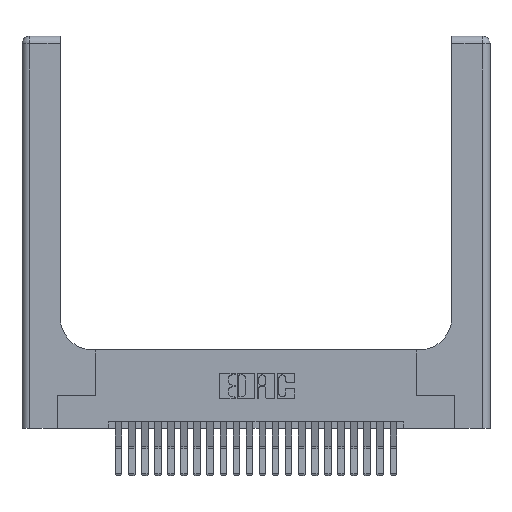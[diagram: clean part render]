
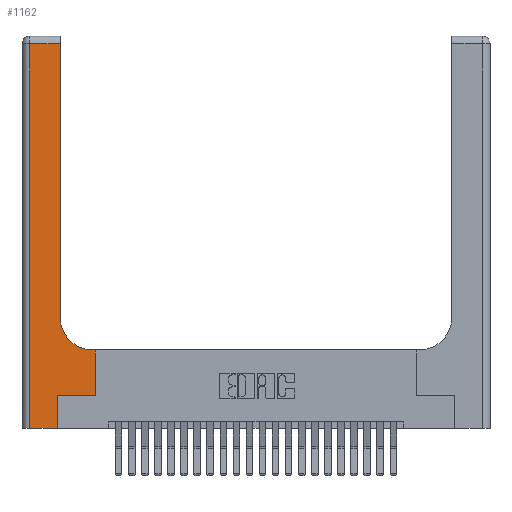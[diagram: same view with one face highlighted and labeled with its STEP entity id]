
A CAD part, top view. The second image highlights one B-rep face of the part: STEP entity #1162.
In plain terms, the highlighted planar face has unit normal (0, 0, 1).
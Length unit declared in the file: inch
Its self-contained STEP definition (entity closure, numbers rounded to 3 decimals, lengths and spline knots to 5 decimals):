
#14 = LINE ( 'NONE', #24277, #15065 ) ;
#571 = AXIS2_PLACEMENT_3D ( 'NONE', #24047, #12465, #719 ) ;
#719 = DIRECTION ( 'NONE',  ( 1., 0., 0. ) ) ;
#969 = DIRECTION ( 'NONE',  ( -1., 0., 0. ) ) ;
#996 = EDGE_LOOP ( 'NONE', ( #17138, #25029, #15965, #19573, #6518, #18079, #18402, #1971, #23249 ) ) ;
#1162 = ADVANCED_FACE ( 'NONE', ( #4271 ), #13933, .F. ) ;
#1422 = VERTEX_POINT ( 'NONE', #9136 ) ;
#1942 = CARTESIAN_POINT ( 'NONE',  ( 0.5585, 0.6, 0.37 ) ) ;
#1971 = ORIENTED_EDGE ( 'NONE', *, *, #8938, .T. ) ;
#2203 = VERTEX_POINT ( 'NONE', #13421 ) ;
#2699 = CARTESIAN_POINT ( 'NONE',  ( 0.2915, 3., 0.37 ) ) ;
#2837 = CARTESIAN_POINT ( 'NONE',  ( 0.5585, 0.25, 0.37 ) ) ;
#2854 = VERTEX_POINT ( 'NONE', #17679 ) ;
#3039 = EDGE_CURVE ( 'NONE', #2854, #16630, #25130, .T. ) ;
#3184 = CARTESIAN_POINT ( 'NONE',  ( 0.06, 0., 0.37 ) ) ;
#3672 = VERTEX_POINT ( 'NONE', #16026 ) ;
#4271 = FACE_OUTER_BOUND ( 'NONE', #996, .T. ) ;
#4523 = EDGE_CURVE ( 'NONE', #16630, #3672, #12338, .T. ) ;
#6082 = EDGE_CURVE ( 'NONE', #3672, #19359, #8617, .T. ) ;
#6410 = DIRECTION ( 'NONE',  ( 0., 1., 0. ) ) ;
#6518 = ORIENTED_EDGE ( 'NONE', *, *, #6082, .T. ) ;
#7181 = VECTOR ( 'NONE', #24192, 39.37008 ) ;
#8362 = CARTESIAN_POINT ( 'NONE',  ( 0.269, 0.25, 0.37 ) ) ;
#8399 = DIRECTION ( 'NONE',  ( -1., 0., 0. ) ) ;
#8617 = LINE ( 'NONE', #18039, #14423 ) ;
#8938 = EDGE_CURVE ( 'NONE', #11643, #22134, #14, .T. ) ;
#9136 = CARTESIAN_POINT ( 'NONE',  ( 0.2915, 2.94, 0.37 ) ) ;
#9161 = CIRCLE ( 'NONE', #571, 0.25 ) ;
#9428 = LINE ( 'NONE', #2699, #23638 ) ;
#10075 = EDGE_CURVE ( 'NONE', #1422, #2854, #23731, .T. ) ;
#11070 = DIRECTION ( 'NONE',  ( -1., 0., 0. ) ) ;
#11202 = EDGE_CURVE ( 'NONE', #22134, #24059, #9161, .T. ) ;
#11586 = DIRECTION ( 'NONE',  ( 0., 0., -1. ) ) ;
#11643 = VERTEX_POINT ( 'NONE', #1942 ) ;
#11832 = EDGE_CURVE ( 'NONE', #19359, #2203, #20912, .T. ) ;
#11937 = EDGE_CURVE ( 'NONE', #24059, #1422, #9428, .T. ) ;
#12338 = LINE ( 'NONE', #12612, #7181 ) ;
#12465 = DIRECTION ( 'NONE',  ( 0., 0., -1. ) ) ;
#12612 = CARTESIAN_POINT ( 'NONE',  ( 0., 0., 0.37 ) ) ;
#12625 = AXIS2_PLACEMENT_3D ( 'NONE', #13988, #11586, #11070 ) ;
#13421 = CARTESIAN_POINT ( 'NONE',  ( 0.5585, 0.25, 0.37 ) ) ;
#13933 = PLANE ( 'NONE',  #12625 ) ;
#13988 = CARTESIAN_POINT ( 'NONE',  ( 0., 3., 0.37 ) ) ;
#14423 = VECTOR ( 'NONE', #6410, 39.37008 ) ;
#15065 = VECTOR ( 'NONE', #969, 39.37008 ) ;
#15965 = ORIENTED_EDGE ( 'NONE', *, *, #3039, .T. ) ;
#16005 = CARTESIAN_POINT ( 'NONE',  ( 0.5415, 0.6, 0.37 ) ) ;
#16026 = CARTESIAN_POINT ( 'NONE',  ( 0.269, 0., 0.37 ) ) ;
#16360 = VECTOR ( 'NONE', #23998, 39.37008 ) ;
#16630 = VERTEX_POINT ( 'NONE', #3184 ) ;
#16665 = LINE ( 'NONE', #2837, #21153 ) ;
#17138 = ORIENTED_EDGE ( 'NONE', *, *, #11937, .T. ) ;
#17679 = CARTESIAN_POINT ( 'NONE',  ( 0.06, 2.94, 0.37 ) ) ;
#18039 = CARTESIAN_POINT ( 'NONE',  ( 0.269, 0., 0.37 ) ) ;
#18050 = CARTESIAN_POINT ( 'NONE',  ( 0., 2.94, 0.37 ) ) ;
#18079 = ORIENTED_EDGE ( 'NONE', *, *, #11832, .T. ) ;
#18263 = DIRECTION ( 'NONE',  ( 0., 1., 0. ) ) ;
#18369 = CARTESIAN_POINT ( 'NONE',  ( 0.2915, 0.85, 0.37 ) ) ;
#18391 = EDGE_CURVE ( 'NONE', #2203, #11643, #16665, .T. ) ;
#18402 = ORIENTED_EDGE ( 'NONE', *, *, #18391, .T. ) ;
#18601 = VECTOR ( 'NONE', #8399, 39.37008 ) ;
#19359 = VERTEX_POINT ( 'NONE', #22025 ) ;
#19573 = ORIENTED_EDGE ( 'NONE', *, *, #4523, .T. ) ;
#20912 = LINE ( 'NONE', #8362, #21505 ) ;
#21153 = VECTOR ( 'NONE', #24162, 39.37008 ) ;
#21505 = VECTOR ( 'NONE', #21874, 39.37008 ) ;
#21874 = DIRECTION ( 'NONE',  ( 1., 0., 0. ) ) ;
#22019 = CARTESIAN_POINT ( 'NONE',  ( 0.06, 3., 0.37 ) ) ;
#22025 = CARTESIAN_POINT ( 'NONE',  ( 0.269, 0.25, 0.37 ) ) ;
#22134 = VERTEX_POINT ( 'NONE', #16005 ) ;
#23249 = ORIENTED_EDGE ( 'NONE', *, *, #11202, .T. ) ;
#23638 = VECTOR ( 'NONE', #18263, 39.37008 ) ;
#23731 = LINE ( 'NONE', #18050, #18601 ) ;
#23998 = DIRECTION ( 'NONE',  ( 0., -1., 0. ) ) ;
#24047 = CARTESIAN_POINT ( 'NONE',  ( 0.5415, 0.85, 0.37 ) ) ;
#24059 = VERTEX_POINT ( 'NONE', #18369 ) ;
#24162 = DIRECTION ( 'NONE',  ( 0., 1., 0. ) ) ;
#24192 = DIRECTION ( 'NONE',  ( 1., 0., 0. ) ) ;
#24277 = CARTESIAN_POINT ( 'NONE',  ( 0.2915, 0.6, 0.37 ) ) ;
#25029 = ORIENTED_EDGE ( 'NONE', *, *, #10075, .T. ) ;
#25130 = LINE ( 'NONE', #22019, #16360 ) ;
